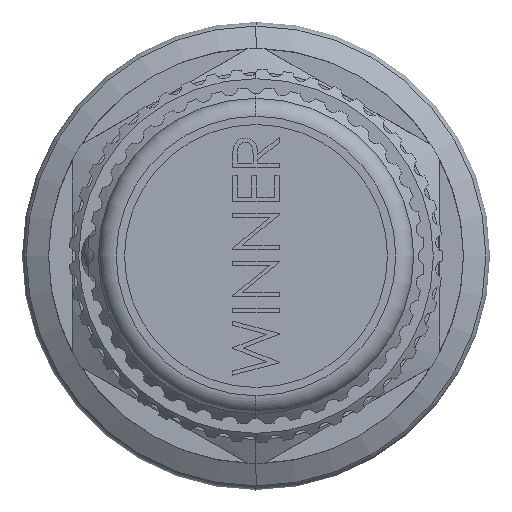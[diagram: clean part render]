
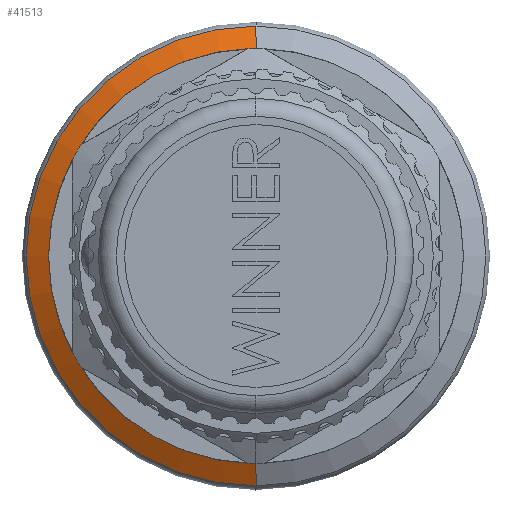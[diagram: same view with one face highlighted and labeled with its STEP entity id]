
A CAD part, left-side view. The second image highlights one B-rep face of the part: STEP entity #41513.
In plain terms, the highlighted conical face has half-angle 60 degrees and reference radius 19.835 mm.
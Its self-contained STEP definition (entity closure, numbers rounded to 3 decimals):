
#233 = CIRCLE ( 'NONE', #26336, 17.9 ) ;
#735 = LINE ( 'NONE', #42038, #49367 ) ;
#1022 = CONICAL_SURFACE ( 'NONE', #14527, 19.835, 1.047 ) ;
#3491 = CARTESIAN_POINT ( 'NONE',  ( 20.157, 0., 19.835 ) ) ;
#5230 = VERTEX_POINT ( 'NONE', #3491 ) ;
#6769 = CARTESIAN_POINT ( 'NONE',  ( 20.157, 0., 0. ) ) ;
#7237 = ORIENTED_EDGE ( 'NONE', *, *, #50972, .T. ) ;
#9126 = AXIS2_PLACEMENT_3D ( 'NONE', #59289, #49724, #49505 ) ;
#12995 = DIRECTION ( 'NONE',  ( 0.5, 0., -0.866 ) ) ;
#14527 = AXIS2_PLACEMENT_3D ( 'NONE', #6769, #54995, #45403 ) ;
#15076 = EDGE_CURVE ( 'NONE', #56117, #5230, #25690, .T. ) ;
#15242 = ORIENTED_EDGE ( 'NONE', *, *, #23820, .F. ) ;
#16222 = CARTESIAN_POINT ( 'NONE',  ( 19.04, 0., -17.9 ) ) ;
#23502 = CARTESIAN_POINT ( 'NONE',  ( 20.157, 0., 19.835 ) ) ;
#23820 = EDGE_CURVE ( 'NONE', #56117, #42932, #233, .T. ) ;
#24518 = CARTESIAN_POINT ( 'NONE',  ( 20.157, 0., -19.835 ) ) ;
#24641 = FACE_OUTER_BOUND ( 'NONE', #59851, .T. ) ;
#25690 = LINE ( 'NONE', #23502, #58322 ) ;
#26336 = AXIS2_PLACEMENT_3D ( 'NONE', #48406, #43079, #28479 ) ;
#28479 = DIRECTION ( 'NONE',  ( 0., 0., 1. ) ) ;
#29298 = EDGE_CURVE ( 'NONE', #42932, #52931, #735, .T. ) ;
#32317 = ORIENTED_EDGE ( 'NONE', *, *, #15076, .T. ) ;
#37643 = CARTESIAN_POINT ( 'NONE',  ( 19.04, 0., 17.9 ) ) ;
#38317 = DIRECTION ( 'NONE',  ( 0.5, 0., 0.866 ) ) ;
#41513 = ADVANCED_FACE ( 'NONE', ( #24641 ), #1022, .T. ) ;
#42038 = CARTESIAN_POINT ( 'NONE',  ( 20.157, 0., -19.835 ) ) ;
#42932 = VERTEX_POINT ( 'NONE', #16222 ) ;
#43079 = DIRECTION ( 'NONE',  ( -1., 0., 0. ) ) ;
#43656 = CIRCLE ( 'NONE', #9126, 19.835 ) ;
#45403 = DIRECTION ( 'NONE',  ( 0., 0., -1. ) ) ;
#47662 = ORIENTED_EDGE ( 'NONE', *, *, #29298, .F. ) ;
#48406 = CARTESIAN_POINT ( 'NONE',  ( 19.04, 0., 0. ) ) ;
#49367 = VECTOR ( 'NONE', #12995, 1000. ) ;
#49505 = DIRECTION ( 'NONE',  ( 0., 0., 1. ) ) ;
#49724 = DIRECTION ( 'NONE',  ( -1., 0., 0. ) ) ;
#50972 = EDGE_CURVE ( 'NONE', #5230, #52931, #43656, .T. ) ;
#52931 = VERTEX_POINT ( 'NONE', #24518 ) ;
#54995 = DIRECTION ( 'NONE',  ( 1., 0., 0. ) ) ;
#56117 = VERTEX_POINT ( 'NONE', #37643 ) ;
#58322 = VECTOR ( 'NONE', #38317, 1000. ) ;
#59289 = CARTESIAN_POINT ( 'NONE',  ( 20.157, 0., 0. ) ) ;
#59851 = EDGE_LOOP ( 'NONE', ( #15242, #32317, #7237, #47662 ) ) ;
